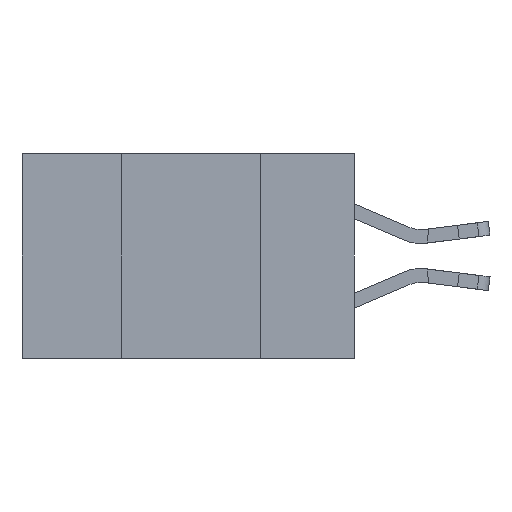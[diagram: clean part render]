
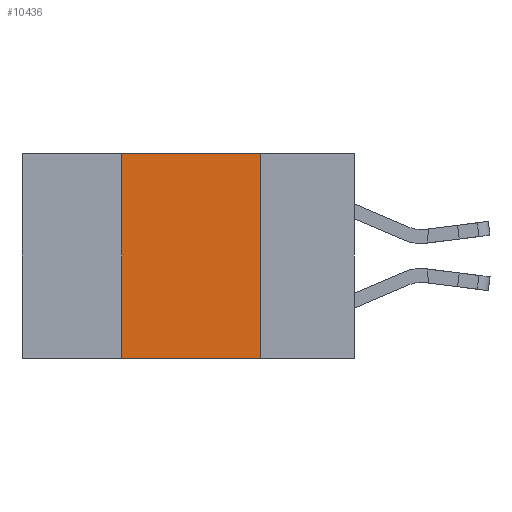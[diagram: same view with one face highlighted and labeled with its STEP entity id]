
A CAD part, left-side view. The second image highlights one B-rep face of the part: STEP entity #10436.
In plain terms, the highlighted planar face has unit normal (-1, 0, 0).
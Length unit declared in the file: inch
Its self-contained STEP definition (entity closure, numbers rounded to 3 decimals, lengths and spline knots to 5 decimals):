
#36 = ORIENTED_EDGE ( 'NONE', *, *, #12015, .T. ) ;
#348 = ORIENTED_EDGE ( 'NONE', *, *, #3193, .F. ) ;
#485 = LINE ( 'NONE', #10027, #12254 ) ;
#559 = VERTEX_POINT ( 'NONE', #751 ) ;
#751 = CARTESIAN_POINT ( 'NONE',  ( 0., 0.42, 0. ) ) ;
#1357 = VECTOR ( 'NONE', #7354, 39.37008 ) ;
#1672 = LINE ( 'NONE', #9693, #6697 ) ;
#3193 = EDGE_CURVE ( 'NONE', #559, #8850, #4306, .T. ) ;
#3255 = DIRECTION ( 'NONE',  ( 0., 0., -1. ) ) ;
#3345 = DIRECTION ( 'NONE',  ( 1., 0., 0. ) ) ;
#3669 = VECTOR ( 'NONE', #6015, 39.37008 ) ;
#3974 = LINE ( 'NONE', #7262, #1357 ) ;
#4306 = LINE ( 'NONE', #4647, #3669 ) ;
#4455 = CARTESIAN_POINT ( 'NONE',  ( 0., 0.6, 0. ) ) ;
#4647 = CARTESIAN_POINT ( 'NONE',  ( 0., 0.6, 0. ) ) ;
#4736 = PLANE ( 'NONE',  #10222 ) ;
#5314 = ORIENTED_EDGE ( 'NONE', *, *, #12581, .F. ) ;
#5328 = EDGE_LOOP ( 'NONE', ( #8336, #348, #5314, #36 ) ) ;
#5934 = EDGE_CURVE ( 'NONE', #8850, #12550, #485, .T. ) ;
#6015 = DIRECTION ( 'NONE',  ( 0., -1., 0. ) ) ;
#6697 = VECTOR ( 'NONE', #9699, 39.37008 ) ;
#6946 = FACE_OUTER_BOUND ( 'NONE', #5328, .T. ) ;
#7262 = CARTESIAN_POINT ( 'NONE',  ( 0., 0.42, -0.37 ) ) ;
#7354 = DIRECTION ( 'NONE',  ( 0., 0., 1. ) ) ;
#7389 = CARTESIAN_POINT ( 'NONE',  ( 0., 0.17, -0.37 ) ) ;
#8336 = ORIENTED_EDGE ( 'NONE', *, *, #5934, .F. ) ;
#8791 = CARTESIAN_POINT ( 'NONE',  ( 0., 0.42, -0.37 ) ) ;
#8850 = VERTEX_POINT ( 'NONE', #8920 ) ;
#8920 = CARTESIAN_POINT ( 'NONE',  ( 0., 0.17, 0. ) ) ;
#9693 = CARTESIAN_POINT ( 'NONE',  ( 0., 0.6, -0.37 ) ) ;
#9699 = DIRECTION ( 'NONE',  ( 0., -1., 0. ) ) ;
#10027 = CARTESIAN_POINT ( 'NONE',  ( 0., 0.17, -0.37 ) ) ;
#10041 = DIRECTION ( 'NONE',  ( 0., 0., -1. ) ) ;
#10222 = AXIS2_PLACEMENT_3D ( 'NONE', #4455, #3345, #3255 ) ;
#10436 = ADVANCED_FACE ( 'NONE', ( #6946 ), #4736, .F. ) ;
#10771 = VERTEX_POINT ( 'NONE', #8791 ) ;
#12015 = EDGE_CURVE ( 'NONE', #10771, #12550, #1672, .T. ) ;
#12254 = VECTOR ( 'NONE', #10041, 39.37008 ) ;
#12550 = VERTEX_POINT ( 'NONE', #7389 ) ;
#12581 = EDGE_CURVE ( 'NONE', #10771, #559, #3974, .T. ) ;
